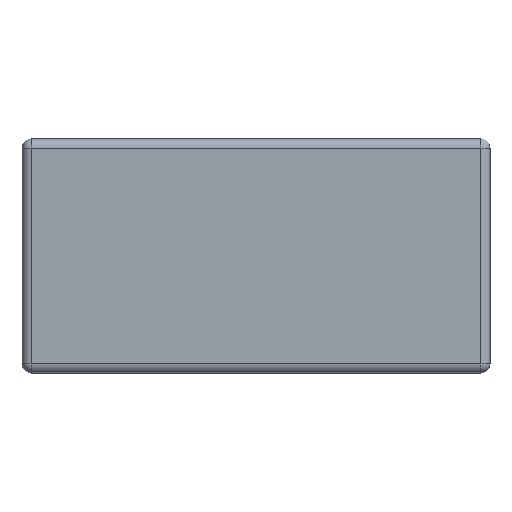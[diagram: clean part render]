
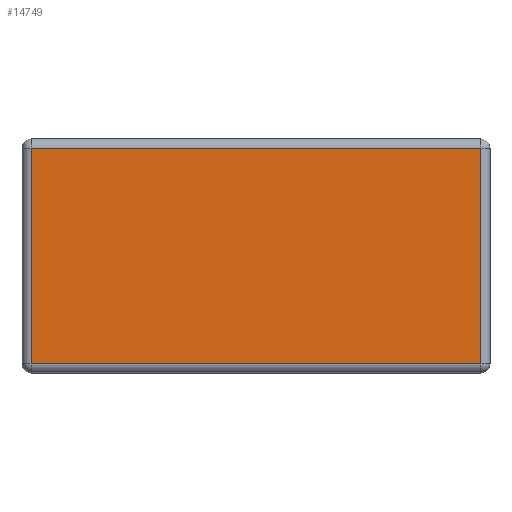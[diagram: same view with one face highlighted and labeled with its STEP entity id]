
A CAD part, top view. The second image highlights one B-rep face of the part: STEP entity #14749.
In plain terms, the highlighted planar face has unit normal (0, 0, 1).
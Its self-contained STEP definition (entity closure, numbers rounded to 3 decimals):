
#14679 = VERTEX_POINT('',#14680);
#14680 = CARTESIAN_POINT('',(1.,1.,0.));
#14687 = EDGE_CURVE('',#14688,#14679,#14690,.T.);
#14688 = VERTEX_POINT('',#14689);
#14689 = CARTESIAN_POINT('',(1.,24.4,0.));
#14690 = LINE('',#14691,#14692);
#14691 = CARTESIAN_POINT('',(1.,24.4,0.));
#14692 = VECTOR('',#14693,1.);
#14693 = DIRECTION('',(0.,-1.,0.));
#14729 = VERTEX_POINT('',#14730);
#14730 = CARTESIAN_POINT('',(49.8,24.4,0.));
#14739 = EDGE_CURVE('',#14729,#14688,#14740,.T.);
#14740 = LINE('',#14741,#14742);
#14741 = CARTESIAN_POINT('',(49.8,24.4,0.));
#14742 = VECTOR('',#14743,1.);
#14743 = DIRECTION('',(-1.,0.,0.));
#14749 = ADVANCED_FACE('',(#14750),#14768,.T.);
#14750 = FACE_BOUND('',#14751,.F.);
#14751 = EDGE_LOOP('',(#14752,#14753,#14754,#14762));
#14752 = ORIENTED_EDGE('',*,*,#14687,.F.);
#14753 = ORIENTED_EDGE('',*,*,#14739,.F.);
#14754 = ORIENTED_EDGE('',*,*,#14755,.F.);
#14755 = EDGE_CURVE('',#14756,#14729,#14758,.T.);
#14756 = VERTEX_POINT('',#14757);
#14757 = CARTESIAN_POINT('',(49.8,1.,0.));
#14758 = LINE('',#14759,#14760);
#14759 = CARTESIAN_POINT('',(49.8,1.,0.));
#14760 = VECTOR('',#14761,1.);
#14761 = DIRECTION('',(0.,1.,0.));
#14762 = ORIENTED_EDGE('',*,*,#14763,.F.);
#14763 = EDGE_CURVE('',#14679,#14756,#14764,.T.);
#14764 = LINE('',#14765,#14766);
#14765 = CARTESIAN_POINT('',(1.,1.,0.));
#14766 = VECTOR('',#14767,1.);
#14767 = DIRECTION('',(1.,0.,0.));
#14768 = PLANE('',#14769);
#14769 = AXIS2_PLACEMENT_3D('',#14770,#14771,#14772);
#14770 = CARTESIAN_POINT('',(25.4,12.7,0.));
#14771 = DIRECTION('',(0.,0.,1.));
#14772 = DIRECTION('',(1.,0.,-0.));
